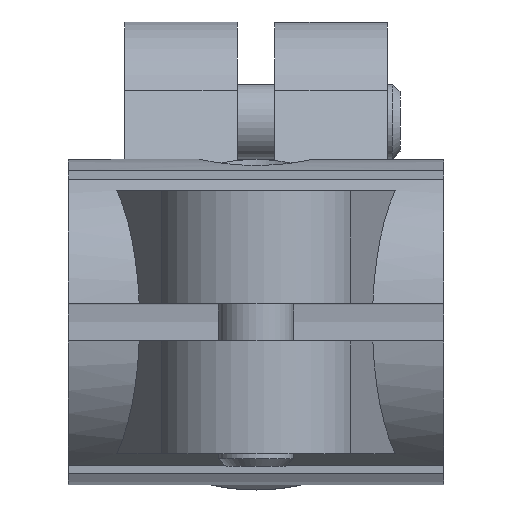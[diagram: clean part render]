
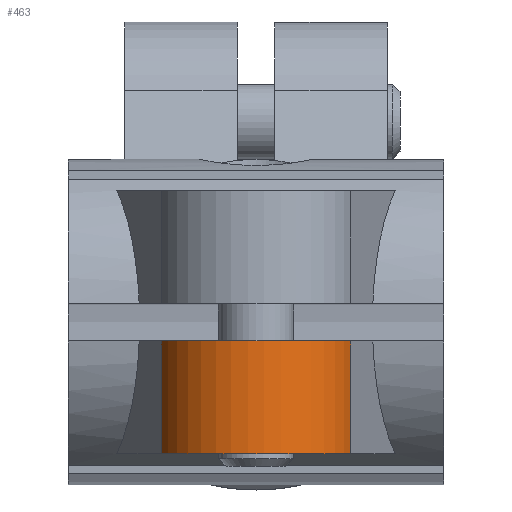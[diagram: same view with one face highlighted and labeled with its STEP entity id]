
A CAD part, left-side view. The second image highlights one B-rep face of the part: STEP entity #463.
In plain terms, the highlighted cylindrical face has radius 8 mm (diameter 16 mm), a partial arc.
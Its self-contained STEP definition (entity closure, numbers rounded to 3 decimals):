
#463 = ADVANCED_FACE( '', ( #938 ), #939, .T. );
#938 = FACE_OUTER_BOUND( '', #1476, .T. );
#939 = CYLINDRICAL_SURFACE( '', #1477, 8. );
#1476 = EDGE_LOOP( '', ( #2572, #2573, #2574, #2575 ) );
#1477 = AXIS2_PLACEMENT_3D( '', #2576, #2577, #2578 );
#2572 = ORIENTED_EDGE( '', *, *, #3084, .F. );
#2573 = ORIENTED_EDGE( '', *, *, #3344, .T. );
#2574 = ORIENTED_EDGE( '', *, *, #3098, .T. );
#2575 = ORIENTED_EDGE( '', *, *, #3089, .F. );
#2576 = CARTESIAN_POINT( '', ( -15.5, 15., 10.5 ) );
#2577 = DIRECTION( '', ( 0., 0., 1. ) );
#2578 = DIRECTION( '', ( -1., 0., 0. ) );
#3084 = EDGE_CURVE( '', #3722, #3724, #3725, .T. );
#3089 = EDGE_CURVE( '', #3724, #3731, #3732, .T. );
#3098 = EDGE_CURVE( '', #3744, #3731, #3746, .T. );
#3344 = EDGE_CURVE( '', #3722, #3744, #4086, .T. );
#3722 = VERTEX_POINT( '', #4701 );
#3724 = VERTEX_POINT( '', #4704 );
#3725 = CIRCLE( '', #4705, 8. );
#3731 = VERTEX_POINT( '', #4714 );
#3732 = LINE( '', #4715, #4716 );
#3744 = VERTEX_POINT( '', #4734 );
#3746 = CIRCLE( '', #4737, 8. );
#4086 = LINE( '', #5347, #5348 );
#4701 = CARTESIAN_POINT( '', ( -18.073, 22.575, -1.5 ) );
#4704 = CARTESIAN_POINT( '', ( -18.073, 7.425, -1.5 ) );
#4705 = AXIS2_PLACEMENT_3D( '', #5695, #5696, #5697 );
#4714 = CARTESIAN_POINT( '', ( -18.073, 7.425, -10.5 ) );
#4715 = CARTESIAN_POINT( '', ( -18.073, 7.425, 10.5 ) );
#4716 = VECTOR( '', #5701, 1000. );
#4734 = CARTESIAN_POINT( '', ( -18.073, 22.575, -10.5 ) );
#4737 = AXIS2_PLACEMENT_3D( '', #5709, #5710, #5711 );
#5347 = CARTESIAN_POINT( '', ( -18.073, 22.575, 10.5 ) );
#5348 = VECTOR( '', #5949, 1000. );
#5695 = CARTESIAN_POINT( '', ( -15.5, 15., -1.5 ) );
#5696 = DIRECTION( '', ( 0., 0., 1. ) );
#5697 = DIRECTION( '', ( 1., 0., 0. ) );
#5701 = DIRECTION( '', ( 0., 0., -1. ) );
#5709 = CARTESIAN_POINT( '', ( -15.5, 15., -10.5 ) );
#5710 = DIRECTION( '', ( 0., 0., 1. ) );
#5711 = DIRECTION( '', ( 1., 0., 0. ) );
#5949 = DIRECTION( '', ( 0., 0., -1. ) );
